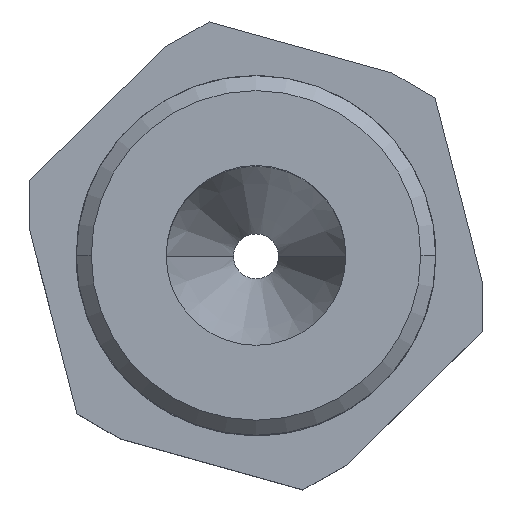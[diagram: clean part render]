
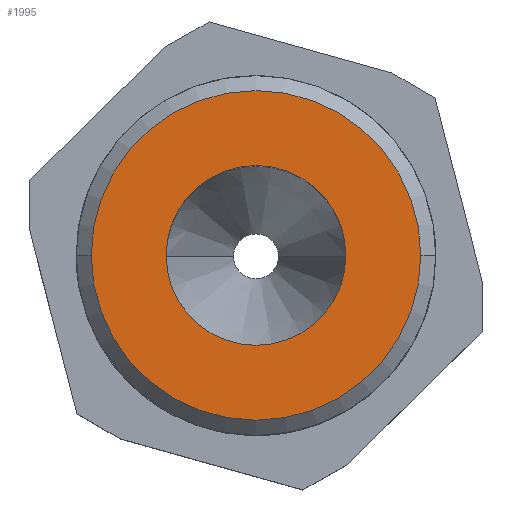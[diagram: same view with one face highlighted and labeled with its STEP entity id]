
A CAD part, top view. The second image highlights one B-rep face of the part: STEP entity #1995.
In plain terms, the highlighted planar face has unit normal (0, 0, 1).
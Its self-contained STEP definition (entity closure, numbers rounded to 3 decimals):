
#156 = CIRCLE ( 'NONE', #325, 3. ) ;
#237 = AXIS2_PLACEMENT_3D ( 'NONE', #1102, #1693, #942 ) ;
#256 = CARTESIAN_POINT ( 'NONE',  ( 5.5, 0., 7.75 ) ) ;
#258 = ORIENTED_EDGE ( 'NONE', *, *, #1457, .F. ) ;
#325 = AXIS2_PLACEMENT_3D ( 'NONE', #2169, #1191, #2580 ) ;
#455 = CARTESIAN_POINT ( 'NONE',  ( 0., 0., 7.75 ) ) ;
#495 = DIRECTION ( 'NONE',  ( 0., 0., 1. ) ) ;
#586 = FACE_OUTER_BOUND ( 'NONE', #1451, .T. ) ;
#604 = EDGE_CURVE ( 'NONE', #1624, #832, #1372, .T. ) ;
#722 = CARTESIAN_POINT ( 'NONE',  ( -3., 0., 7.75 ) ) ;
#832 = VERTEX_POINT ( 'NONE', #256 ) ;
#869 = AXIS2_PLACEMENT_3D ( 'NONE', #2299, #495, #2522 ) ;
#888 = EDGE_CURVE ( 'NONE', #832, #1624, #2011, .T. ) ;
#942 = DIRECTION ( 'NONE',  ( 1., 0., 0. ) ) ;
#976 = ORIENTED_EDGE ( 'NONE', *, *, #604, .T. ) ;
#1102 = CARTESIAN_POINT ( 'NONE',  ( 0., 0., 7.75 ) ) ;
#1191 = DIRECTION ( 'NONE',  ( 0., 0., 1. ) ) ;
#1197 = AXIS2_PLACEMENT_3D ( 'NONE', #2218, #2398, #1398 ) ;
#1372 = CIRCLE ( 'NONE', #869, 5.5 ) ;
#1398 = DIRECTION ( 'NONE',  ( 1., 0., 0. ) ) ;
#1451 = EDGE_LOOP ( 'NONE', ( #976, #2525 ) ) ;
#1457 = EDGE_CURVE ( 'NONE', #1513, #2466, #2142, .T. ) ;
#1513 = VERTEX_POINT ( 'NONE', #1726 ) ;
#1585 = EDGE_LOOP ( 'NONE', ( #258, #2298 ) ) ;
#1624 = VERTEX_POINT ( 'NONE', #2209 ) ;
#1693 = DIRECTION ( 'NONE',  ( 0., 0., 1. ) ) ;
#1726 = CARTESIAN_POINT ( 'NONE',  ( 3., 0., 7.75 ) ) ;
#1877 = DIRECTION ( 'NONE',  ( 1., 0., 0. ) ) ;
#1995 = ADVANCED_FACE ( 'NONE', ( #586, #2174 ), #2008, .T. ) ;
#2008 = PLANE ( 'NONE',  #1197 ) ;
#2011 = CIRCLE ( 'NONE', #2554, 5.5 ) ;
#2142 = CIRCLE ( 'NONE', #237, 3. ) ;
#2169 = CARTESIAN_POINT ( 'NONE',  ( 0., 0., 7.75 ) ) ;
#2174 = FACE_BOUND ( 'NONE', #1585, .T. ) ;
#2209 = CARTESIAN_POINT ( 'NONE',  ( -5.5, 0., 7.75 ) ) ;
#2218 = CARTESIAN_POINT ( 'NONE',  ( 0., -3., 7.75 ) ) ;
#2298 = ORIENTED_EDGE ( 'NONE', *, *, #2504, .F. ) ;
#2299 = CARTESIAN_POINT ( 'NONE',  ( 0., 0., 7.75 ) ) ;
#2398 = DIRECTION ( 'NONE',  ( 0., 0., 1. ) ) ;
#2439 = DIRECTION ( 'NONE',  ( 0., 0., 1. ) ) ;
#2466 = VERTEX_POINT ( 'NONE', #722 ) ;
#2504 = EDGE_CURVE ( 'NONE', #2466, #1513, #156, .T. ) ;
#2522 = DIRECTION ( 'NONE',  ( 1., 0., 0. ) ) ;
#2525 = ORIENTED_EDGE ( 'NONE', *, *, #888, .T. ) ;
#2554 = AXIS2_PLACEMENT_3D ( 'NONE', #455, #2439, #1877 ) ;
#2580 = DIRECTION ( 'NONE',  ( 1., 0., 0. ) ) ;
